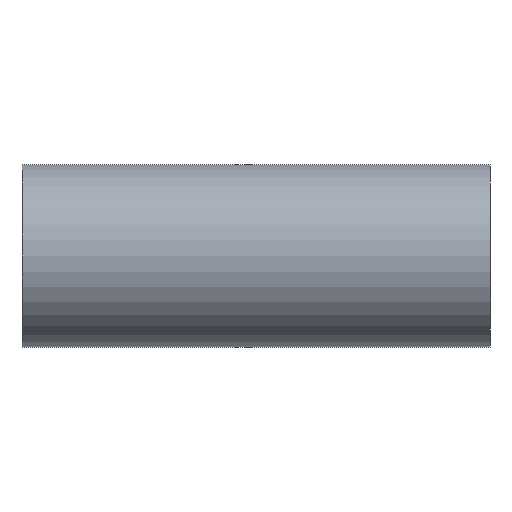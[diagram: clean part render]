
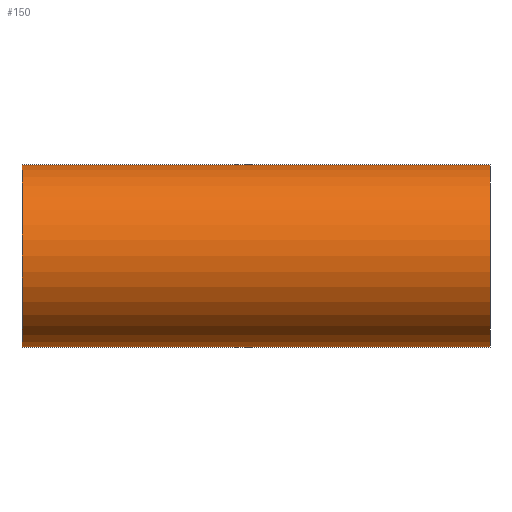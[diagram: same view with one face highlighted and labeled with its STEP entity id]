
A CAD part, front view. The second image highlights one B-rep face of the part: STEP entity #150.
In plain terms, the highlighted cylindrical face has radius 8 mm (diameter 16 mm), a full revolution.
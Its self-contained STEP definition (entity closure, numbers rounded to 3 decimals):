
#16=FACE_BOUND('',#40,.T.);
#17=FACE_BOUND('',#41,.T.);
#22=CIRCLE('',#181,8.);
#23=CIRCLE('',#182,8.);
#26=CYLINDRICAL_SURFACE('',#180,8.);
#31=FACE_OUTER_BOUND('',#39,.T.);
#39=EDGE_LOOP('',(#106,#107,#108,#109));
#40=EDGE_LOOP('',(#110));
#41=EDGE_LOOP('',(#111));
#53=B_SPLINE_CURVE_WITH_KNOTS('',3,(#332,#333,#334,#335,#336,#337,#338,
#339,#340,#341,#342,#343,#344,#345,#346,#347,#348,#349,#350,#351,#352,#353),
 .UNSPECIFIED.,.T.,.F.,(4,1,1,1,1,1,1,1,1,1,1,1,1,1,1,1,1,1,1,4),(-3.075,
-2.899,-2.812,-2.724,-2.548,-2.372,
-2.197,-2.109,-2.021,-1.787,
-1.669,-1.552,-1.435,-1.318,
-1.142,-1.054,-0.966,-0.879,
-0.791,-0.615),.UNSPECIFIED.);
#54=B_SPLINE_CURVE_WITH_KNOTS('',3,(#361,#362,#363,#364,#365,#366,#367,
#368,#369,#370,#371,#372,#373,#374,#375,#376,#377,#378,#379,#380,#381,#382,
#383,#384,#385,#386,#387,#388,#389,#390,#391,#392),.UNSPECIFIED.,.T.,.F.,
(4,1,1,2,1,1,1,1,2,1,1,1,1,1,1,1,1,1,1,1,1,1,1,1,1,1,1,4),(-3.075,
-2.983,-2.891,-2.768,-2.645,
-2.522,-2.399,-2.275,-2.152,
-2.037,-1.998,-1.883,-1.845,
-1.691,-1.614,-1.557,-1.537,
-1.384,-1.268,-1.23,-1.153,
-1.076,-0.922,-0.903,-0.846,
-0.769,-0.692,-0.615),.UNSPECIFIED.);
#61=LINE('',#358,#67);
#67=VECTOR('',#197,8.);
#72=VERTEX_POINT('',#307);
#74=VERTEX_POINT('',#355);
#75=VERTEX_POINT('',#357);
#76=VERTEX_POINT('',#360);
#86=EDGE_CURVE('',#72,#72,#53,.T.);
#87=EDGE_CURVE('',#74,#74,#22,.T.);
#88=EDGE_CURVE('',#74,#75,#61,.T.);
#89=EDGE_CURVE('',#75,#75,#23,.T.);
#90=EDGE_CURVE('',#76,#76,#54,.T.);
#106=ORIENTED_EDGE('',*,*,#87,.F.);
#107=ORIENTED_EDGE('',*,*,#88,.T.);
#108=ORIENTED_EDGE('',*,*,#89,.T.);
#109=ORIENTED_EDGE('',*,*,#88,.F.);
#110=ORIENTED_EDGE('',*,*,#90,.F.);
#111=ORIENTED_EDGE('',*,*,#86,.F.);
#150=ADVANCED_FACE('',(#31,#16,#17),#26,.T.);
#180=AXIS2_PLACEMENT_3D('',#354,#193,#194);
#181=AXIS2_PLACEMENT_3D('',#356,#195,#196);
#182=AXIS2_PLACEMENT_3D('',#359,#198,#199);
#193=DIRECTION('center_axis',(1.,0.,0.));
#194=DIRECTION('ref_axis',(0.,1.,0.));
#195=DIRECTION('center_axis',(1.,0.,0.));
#196=DIRECTION('ref_axis',(0.,0.,-1.));
#197=DIRECTION('',(-1.,0.,0.));
#198=DIRECTION('center_axis',(1.,0.,0.));
#199=DIRECTION('ref_axis',(0.,0.,-1.));
#307=CARTESIAN_POINT('',(15.5,8.,0.));
#332=CARTESIAN_POINT('Ctrl Pts',(15.5,8.,0.));
#333=CARTESIAN_POINT('Ctrl Pts',(15.5,8.,-0.805));
#334=CARTESIAN_POINT('Ctrl Pts',(15.216,7.793,-2.081));
#335=CARTESIAN_POINT('Ctrl Pts',(14.324,7.262,-3.397));
#336=CARTESIAN_POINT('Ctrl Pts',(13.27,6.718,-4.41));
#337=CARTESIAN_POINT('Ctrl Pts',(11.312,6.027,-5.267));
#338=CARTESIAN_POINT('Ctrl Pts',(8.689,6.026,-5.271));
#339=CARTESIAN_POINT('Ctrl Pts',(6.734,6.719,-4.403));
#340=CARTESIAN_POINT('Ctrl Pts',(5.675,7.261,-3.402));
#341=CARTESIAN_POINT('Ctrl Pts',(4.635,7.888,-1.837));
#342=CARTESIAN_POINT('Ctrl Pts',(4.305,8.14,0.298));
#343=CARTESIAN_POINT('Ctrl Pts',(4.984,7.668,2.433));
#344=CARTESIAN_POINT('Ctrl Pts',(5.903,7.129,3.697));
#345=CARTESIAN_POINT('Ctrl Pts',(7.101,6.569,4.596));
#346=CARTESIAN_POINT('Ctrl Pts',(8.986,6.023,5.273));
#347=CARTESIAN_POINT('Ctrl Pts',(10.867,6.029,5.262));
#348=CARTESIAN_POINT('Ctrl Pts',(12.496,6.44,4.762));
#349=CARTESIAN_POINT('Ctrl Pts',(13.526,6.855,4.15));
#350=CARTESIAN_POINT('Ctrl Pts',(14.326,7.261,3.399));
#351=CARTESIAN_POINT('Ctrl Pts',(15.213,7.793,2.079));
#352=CARTESIAN_POINT('Ctrl Pts',(15.5,8.,0.805));
#353=CARTESIAN_POINT('Ctrl Pts',(15.5,8.,0.));
#354=CARTESIAN_POINT('Origin',(20.5,0.,0.));
#355=CARTESIAN_POINT('',(41.,-8.,0.));
#356=CARTESIAN_POINT('Origin',(41.,0.,0.));
#357=CARTESIAN_POINT('',(0.,-8.,0.));
#358=CARTESIAN_POINT('',(20.5,-8.,0.));
#359=CARTESIAN_POINT('Origin',(0.,0.,0.));
#360=CARTESIAN_POINT('',(35.5,8.,0.));
#361=CARTESIAN_POINT('Ctrl Pts',(35.5,8.,0.));
#362=CARTESIAN_POINT('Ctrl Pts',(35.5,8.,-0.422));
#363=CARTESIAN_POINT('Ctrl Pts',(35.4,7.93,-1.296));
#364=CARTESIAN_POINT('Ctrl Pts',(34.887,7.591,-2.651));
#365=CARTESIAN_POINT('Ctrl Pts',(34.297,7.248,-3.41));
#366=CARTESIAN_POINT('Ctrl Pts',(33.546,6.872,-4.116));
#367=CARTESIAN_POINT('Ctrl Pts',(32.643,6.463,-4.745));
#368=CARTESIAN_POINT('Ctrl Pts',(30.902,6.041,-5.245));
#369=CARTESIAN_POINT('Ctrl Pts',(29.099,6.041,-5.246));
#370=CARTESIAN_POINT('Ctrl Pts',(27.357,6.463,-4.745));
#371=CARTESIAN_POINT('Ctrl Pts',(26.454,6.872,-4.117));
#372=CARTESIAN_POINT('Ctrl Pts',(25.726,7.237,-3.433));
#373=CARTESIAN_POINT('Ctrl Pts',(25.301,7.481,-2.894));
#374=CARTESIAN_POINT('Ctrl Pts',(24.757,7.824,-1.786));
#375=CARTESIAN_POINT('Ctrl Pts',(24.533,7.977,-0.882));
#376=CARTESIAN_POINT('Ctrl Pts',(24.464,8.026,0.533));
#377=CARTESIAN_POINT('Ctrl Pts',(24.72,7.844,1.817));
#378=CARTESIAN_POINT('Ctrl Pts',(25.365,7.442,2.969));
#379=CARTESIAN_POINT('Ctrl Pts',(25.795,7.204,3.487));
#380=CARTESIAN_POINT('Ctrl Pts',(26.481,6.852,4.166));
#381=CARTESIAN_POINT('Ctrl Pts',(27.587,6.368,4.867));
#382=CARTESIAN_POINT('Ctrl Pts',(29.079,6.085,5.193));
#383=CARTESIAN_POINT('Ctrl Pts',(30.185,6.046,5.239));
#384=CARTESIAN_POINT('Ctrl Pts',(31.119,6.114,5.16));
#385=CARTESIAN_POINT('Ctrl Pts',(32.564,6.436,4.77));
#386=CARTESIAN_POINT('Ctrl Pts',(33.523,6.854,4.163));
#387=CARTESIAN_POINT('Ctrl Pts',(34.208,7.206,3.483));
#388=CARTESIAN_POINT('Ctrl Pts',(34.639,7.445,2.964));
#389=CARTESIAN_POINT('Ctrl Pts',(35.109,7.736,2.121));
#390=CARTESIAN_POINT('Ctrl Pts',(35.431,7.952,1.077));
#391=CARTESIAN_POINT('Ctrl Pts',(35.5,8.,0.352));
#392=CARTESIAN_POINT('Ctrl Pts',(35.5,8.,0.));
